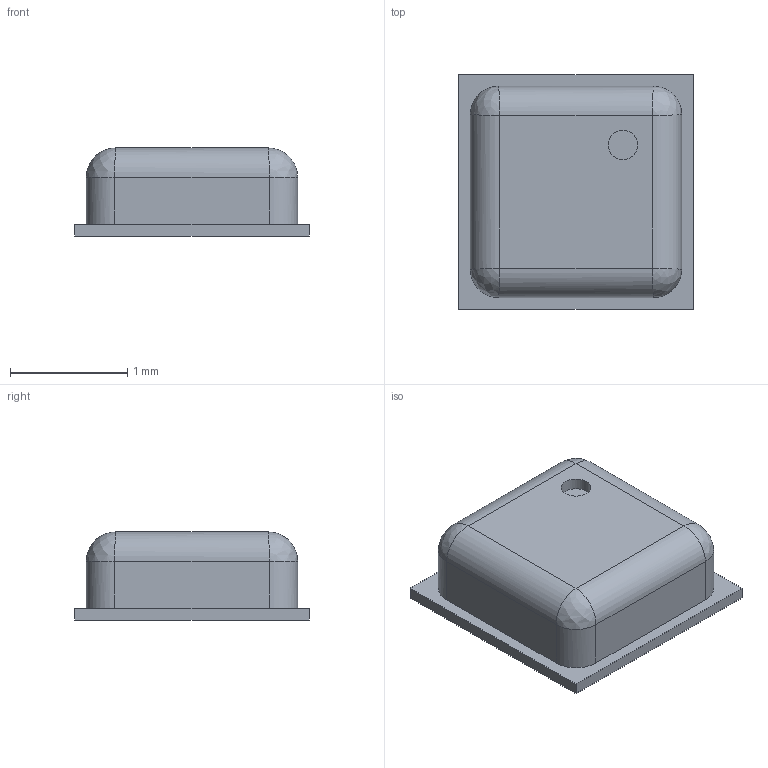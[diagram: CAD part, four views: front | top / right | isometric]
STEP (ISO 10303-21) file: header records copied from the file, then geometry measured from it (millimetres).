
FILE_DESCRIPTION(('FreeCAD Model'),'2;1');
FILE_NAME('Open CASCADE Shape Model','2025-04-08T20:28:56',(''),(''), 'Open CASCADE STEP processor 7.8','FreeCAD','Unknown');
FILE_SCHEMA(('AUTOMOTIVE_DESIGN { 1 0 10303 214 1 1 1 1 }'));
Length unit declared in the file: millimetre
Products named in the file (1): Body
Bounding box: 2 x 2 x 0.75 mm (x, y, z)
Volume: 2.4 mm3; surface area: 12.5 mm2
Topology: 1 solids, 1 shells, 25 faces, 55 edges, 30 vertices
Faces by surface type: plane 12, cylinder 9, bspline 4
Full cylindrical faces by diameter (mm): 0.25 x1
Entity records: 919 total; most frequent: CARTESIAN_POINT 405, ORIENTED_EDGE 102, DIRECTION 89, EDGE_CURVE 51, LINE 33, VECTOR 33, VERTEX_POINT 30, AXIS2_PLACEMENT_3D 28
